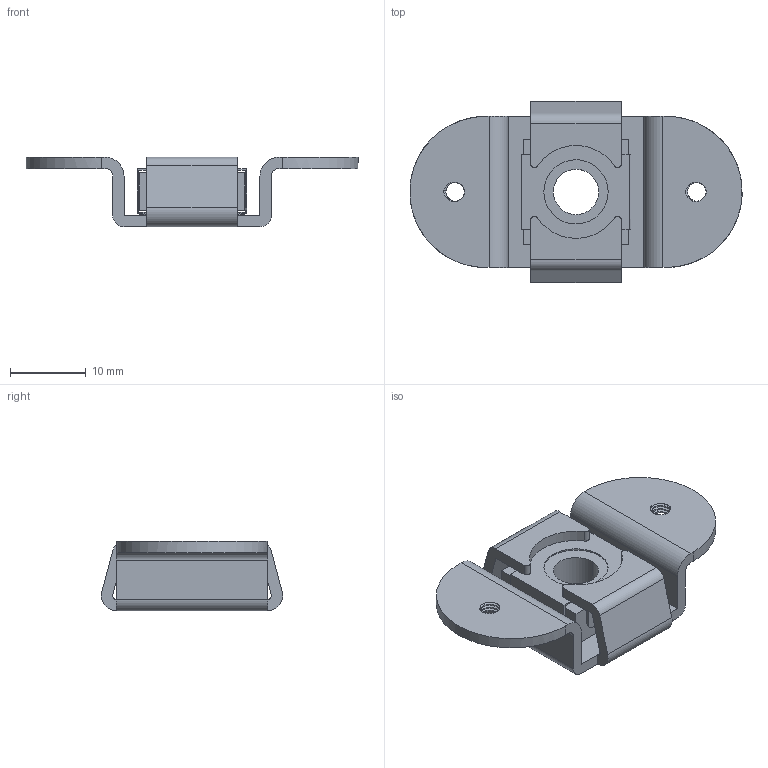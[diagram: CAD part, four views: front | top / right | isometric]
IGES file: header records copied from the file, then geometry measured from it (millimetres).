
Start section: ------------------------------------------------------------------------
Global section: file name: PC014.9784.TL_405_M6_32619.igs; native system: spGate; preprocessor: ver19.8.4 (****-****-****-****); author: Unknown; organization: Unknown; date: 240523.213423; units: millimetre
Bounding box: 43.96 x 24 x 9.2 mm (x, y, z)
Volume: 2777.7 mm3; surface area: 4411.4 mm2
Topology: 3 solids, 3 shells, 143 faces, 433 edges, 302 vertices
Faces by surface type: bspline 143
